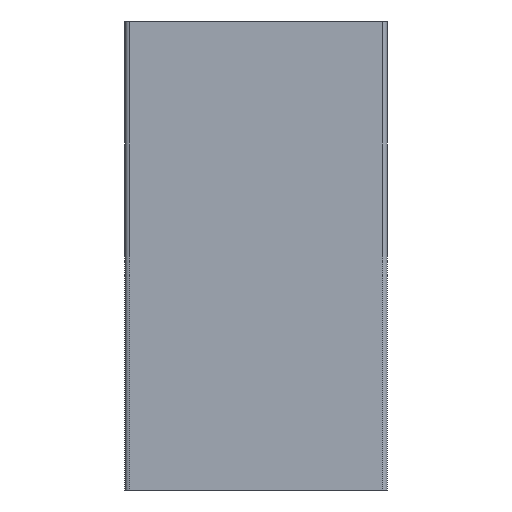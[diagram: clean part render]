
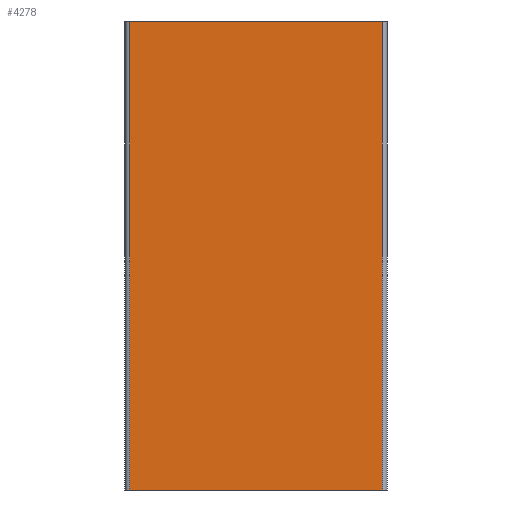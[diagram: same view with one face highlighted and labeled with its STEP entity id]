
A CAD part, left-side view. The second image highlights one B-rep face of the part: STEP entity #4278.
In plain terms, the highlighted planar face has unit normal (-1, 0, 0).
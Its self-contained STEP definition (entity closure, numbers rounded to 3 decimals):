
#459 = ORIENTED_EDGE ( 'NONE', *, *, #5717, .F. ) ;
#486 = VECTOR ( 'NONE', #7740, 1000. ) ;
#650 = AXIS2_PLACEMENT_3D ( 'NONE', #6203, #5659, #7777 ) ;
#949 = LINE ( 'NONE', #2517, #4785 ) ;
#1488 = FACE_OUTER_BOUND ( 'NONE', #6358, .T. ) ;
#2036 = CARTESIAN_POINT ( 'NONE',  ( -2.525, 0.02, 1. ) ) ;
#2517 = CARTESIAN_POINT ( 'NONE',  ( -2.525, 1.1, -1. ) ) ;
#2724 = CARTESIAN_POINT ( 'NONE',  ( -2.525, 0.05, 1. ) ) ;
#2825 = ORIENTED_EDGE ( 'NONE', *, *, #5165, .T. ) ;
#2982 = VECTOR ( 'NONE', #4975, 1000. ) ;
#3098 = VERTEX_POINT ( 'NONE', #6469 ) ;
#4162 = EDGE_CURVE ( 'NONE', #7695, #5756, #949, .T. ) ;
#4278 = ADVANCED_FACE ( 'NONE', ( #1488 ), #6925, .T. ) ;
#4469 = LINE ( 'NONE', #8428, #486 ) ;
#4738 = DIRECTION ( 'NONE',  ( 0., 1., 0. ) ) ;
#4785 = VECTOR ( 'NONE', #8713, 1000. ) ;
#4824 = EDGE_CURVE ( 'NONE', #3098, #7525, #6341, .T. ) ;
#4944 = ORIENTED_EDGE ( 'NONE', *, *, #4824, .T. ) ;
#4975 = DIRECTION ( 'NONE',  ( 0., 0., 1. ) ) ;
#5165 = EDGE_CURVE ( 'NONE', #7525, #7695, #8276, .T. ) ;
#5659 = DIRECTION ( 'NONE',  ( -1., 0., 0. ) ) ;
#5717 = EDGE_CURVE ( 'NONE', #3098, #5756, #4469, .T. ) ;
#5756 = VERTEX_POINT ( 'NONE', #6393 ) ;
#6203 = CARTESIAN_POINT ( 'NONE',  ( -2.525, 0.05, -1. ) ) ;
#6341 = LINE ( 'NONE', #7189, #2982 ) ;
#6358 = EDGE_LOOP ( 'NONE', ( #459, #4944, #2825, #8100 ) ) ;
#6393 = CARTESIAN_POINT ( 'NONE',  ( -2.525, 1.1, -1. ) ) ;
#6469 = CARTESIAN_POINT ( 'NONE',  ( -2.525, 0.02, -1. ) ) ;
#6726 = VECTOR ( 'NONE', #4738, 1000. ) ;
#6925 = PLANE ( 'NONE',  #650 ) ;
#7189 = CARTESIAN_POINT ( 'NONE',  ( -2.525, 0.02, -1. ) ) ;
#7525 = VERTEX_POINT ( 'NONE', #2036 ) ;
#7695 = VERTEX_POINT ( 'NONE', #8829 ) ;
#7740 = DIRECTION ( 'NONE',  ( 0., 1., 0. ) ) ;
#7777 = DIRECTION ( 'NONE',  ( 0., 0., -1. ) ) ;
#8100 = ORIENTED_EDGE ( 'NONE', *, *, #4162, .T. ) ;
#8276 = LINE ( 'NONE', #2724, #6726 ) ;
#8428 = CARTESIAN_POINT ( 'NONE',  ( -2.525, 0.05, -1. ) ) ;
#8713 = DIRECTION ( 'NONE',  ( 0., 0., -1. ) ) ;
#8829 = CARTESIAN_POINT ( 'NONE',  ( -2.525, 1.1, 1. ) ) ;
